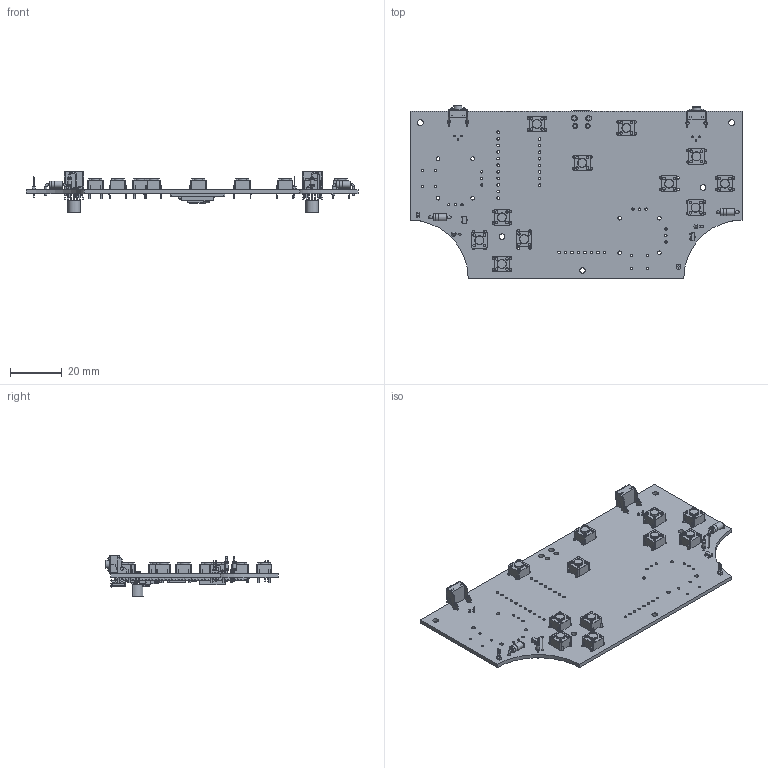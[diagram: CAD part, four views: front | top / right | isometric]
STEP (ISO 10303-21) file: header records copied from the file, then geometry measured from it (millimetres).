
FILE_DESCRIPTION(('KiCad electronic assembly'),'2;1');
FILE_NAME('Controller.step','2026-01-25T00:10:44',('Pcbnew'),('Kicad'), 'Open CASCADE STEP processor 7.9','KiCad to STEP converter','Unknown' );
FILE_SCHEMA(('AUTOMOTIVE_DESIGN { 1 0 10303 214 1 1 1 1 }'));
Length unit declared in the file: millimetre
Products named in the file (11): Controller 1; SW_PUSH_6mm; D_DO-41_SOD81_P7.62mm_Horizontal; R_Axial_DIN0204_L3.6mm_D1.6mm_P2.54mm_Vertical; SW_Tactile_SPST_Angled_PTS645Vx39-2LFS; SOT-23; PinHeader_1x02_P1.00mm_Vertical; TO-92; RaspberryPi_Pico_W; RaspberryPi_Pico_W_Module_KiCad; Controller_PCB
Assembly tree (26 placements, depth 3):
  Controller 1
    SW_PUSH_6mm  x11
    D_DO-41_SOD81_P7.62mm_Horizontal  x2
    R_Axial_DIN0204_L3.6mm_D1.6mm_P2.54mm_Vertical  x2
    SW_Tactile_SPST_Angled_PTS645Vx39-2LFS  x2
    SOT-23  x2
    PinHeader_1x02_P1.00mm_Vertical  x2
    TO-92  x2
    RaspberryPi_Pico_W
      RaspberryPi_Pico_W_Module_KiCad
    Controller_PCB
Bounding box: 128 x 66.54 x 15.99 mm (x, y, z)
Volume: 14577.9 mm3; surface area: 22261.4 mm2
Topology: 25 solids, 25 shells, 2380 faces, 6360 edges, 4185 vertices
Faces by surface type: plane 1481, cylinder 832, bspline 32, torus 27, sphere 8
Full cylindrical faces by diameter (mm): 0.5 x12, 0.7 x4, 0.75 x6, 0.8 x16, 0.889 x12, 0.9 x8, 0.99 x4, 1 x122, 1.1 x48, 1.2 x4, 1.3 x4, 1.397 x8, 1.44 x2, 1.6 x4, 1.85 x2, 2.1 x4, 2.2 x7, 2.7 x4, 2.72 x2, 3.14 x2, 3.5 x13
Entity records: 40415 total; most frequent: CARTESIAN_POINT 5885, DIRECTION 5784, ORIENTED_EDGE 5690, EDGE_CURVE 2845, AXIS2_PLACEMENT_3D 1928, LINE 1928, VECTOR 1928, VERTEX_POINT 1917
